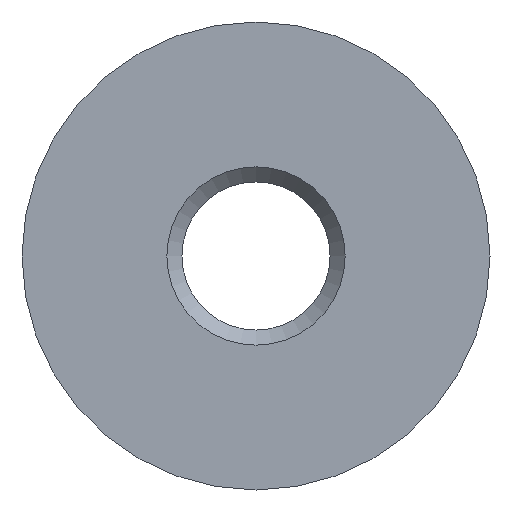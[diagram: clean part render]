
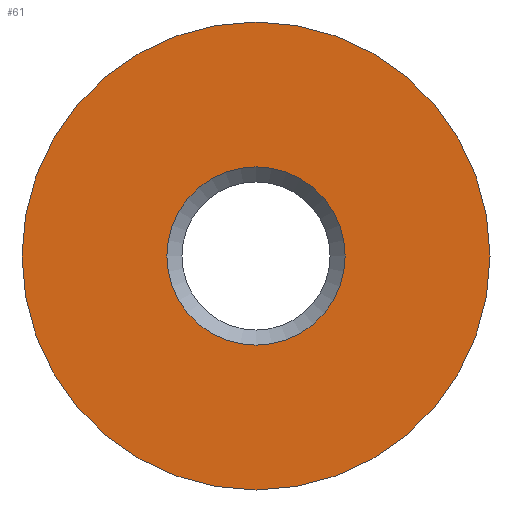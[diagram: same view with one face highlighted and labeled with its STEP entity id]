
A CAD part, front view. The second image highlights one B-rep face of the part: STEP entity #61.
In plain terms, the highlighted planar face has unit normal (0, -1, 0).
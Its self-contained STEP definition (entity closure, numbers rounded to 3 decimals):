
#61 = ADVANCED_FACE( '', ( #128, #129 ), #130, .F. );
#128 = FACE_BOUND( '', #199, .T. );
#129 = FACE_OUTER_BOUND( '', #200, .T. );
#130 = PLANE( '', #201 );
#199 = EDGE_LOOP( '', ( #305 ) );
#200 = EDGE_LOOP( '', ( #306 ) );
#201 = AXIS2_PLACEMENT_3D( '', #307, #308, #309 );
#305 = ORIENTED_EDGE( '', *, *, #386, .F. );
#306 = ORIENTED_EDGE( '', *, *, #411, .T. );
#307 = CARTESIAN_POINT( '', ( 10.5, 0., 0. ) );
#308 = DIRECTION( '', ( 0., 1., 0. ) );
#309 = DIRECTION( '', ( 0., 0., 1. ) );
#386 = EDGE_CURVE( '', #444, #444, #445, .T. );
#411 = EDGE_CURVE( '', #483, #483, #484, .T. );
#444 = VERTEX_POINT( '', #533 );
#445 = CIRCLE( '', #534, 4. );
#483 = VERTEX_POINT( '', #612 );
#484 = CIRCLE( '', #613, 10.5 );
#533 = CARTESIAN_POINT( '', ( 0., 0., -4. ) );
#534 = AXIS2_PLACEMENT_3D( '', #663, #664, #665 );
#612 = CARTESIAN_POINT( '', ( 0., 0., -10.5 ) );
#613 = AXIS2_PLACEMENT_3D( '', #689, #690, #691 );
#663 = CARTESIAN_POINT( '', ( 0., 0., 0. ) );
#664 = DIRECTION( '', ( 0., -1., 0. ) );
#665 = DIRECTION( '', ( 0., 0., -1. ) );
#689 = CARTESIAN_POINT( '', ( 0., 0., 0. ) );
#690 = DIRECTION( '', ( 0., -1., 0. ) );
#691 = DIRECTION( '', ( 0., 0., -1. ) );
